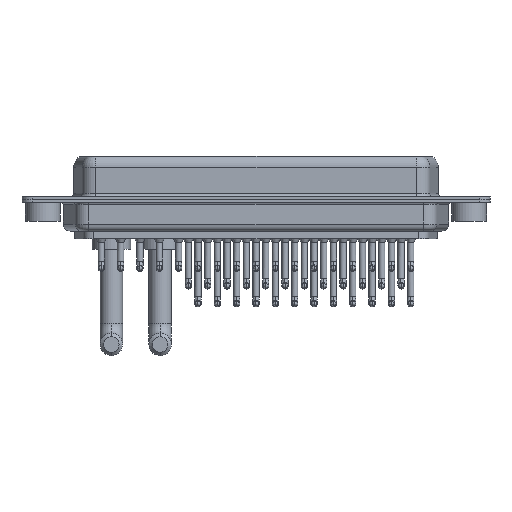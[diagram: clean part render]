
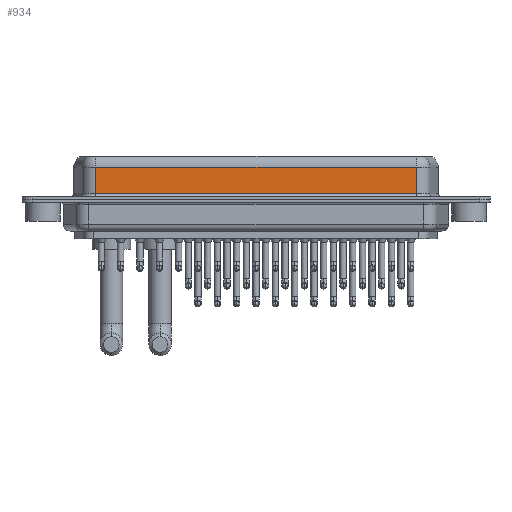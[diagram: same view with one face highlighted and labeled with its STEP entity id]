
A CAD part, front view. The second image highlights one B-rep face of the part: STEP entity #934.
In plain terms, the highlighted planar face has unit normal (0, -1, 0).
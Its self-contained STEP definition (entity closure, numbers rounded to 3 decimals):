
#849 = CARTESIAN_POINT ( 'NONE',  ( 7.59, -5.375, 6.4 ) ) ;
#934 = ADVANCED_FACE ( 'NONE', ( #1134 ), #12971, .F. ) ;
#1134 = FACE_OUTER_BOUND ( 'NONE', #12795, .T. ) ;
#1320 = EDGE_CURVE ( 'NONE', #29783, #29192, #28537, .T. ) ;
#2586 = CARTESIAN_POINT ( 'NONE',  ( 53.41, -5.375, 0.9 ) ) ;
#2905 = EDGE_CURVE ( 'NONE', #5716, #29192, #25148, .T. ) ;
#3896 = DIRECTION ( 'NONE',  ( 0., 0., 1. ) ) ;
#5508 = EDGE_CURVE ( 'NONE', #18325, #5716, #28657, .T. ) ;
#5716 = VERTEX_POINT ( 'NONE', #26963 ) ;
#6177 = CARTESIAN_POINT ( 'NONE',  ( 53.41, -5.375, 4.65 ) ) ;
#9781 = EDGE_CURVE ( 'NONE', #29783, #18325, #28729, .T. ) ;
#10511 = CARTESIAN_POINT ( 'NONE',  ( 53.41, -5.375, 6.4 ) ) ;
#11789 = VECTOR ( 'NONE', #21468, 1000. ) ;
#12795 = EDGE_LOOP ( 'NONE', ( #23800, #17170, #25576, #19389 ) ) ;
#12971 = PLANE ( 'NONE',  #15469 ) ;
#13137 = DIRECTION ( 'NONE',  ( 1., 0., 0. ) ) ;
#14474 = VECTOR ( 'NONE', #23081, 1000. ) ;
#14614 = CARTESIAN_POINT ( 'NONE',  ( 53.41, -5.375, 4.65 ) ) ;
#15469 = AXIS2_PLACEMENT_3D ( 'NONE', #10511, #18912, #3896 ) ;
#16237 = DIRECTION ( 'NONE',  ( -1., 0., 0. ) ) ;
#17170 = ORIENTED_EDGE ( 'NONE', *, *, #9781, .T. ) ;
#18325 = VERTEX_POINT ( 'NONE', #27917 ) ;
#18912 = DIRECTION ( 'NONE',  ( 0., 1., 0. ) ) ;
#19389 = ORIENTED_EDGE ( 'NONE', *, *, #2905, .T. ) ;
#21147 = CARTESIAN_POINT ( 'NONE',  ( 53.41, -5.375, 6.4 ) ) ;
#21468 = DIRECTION ( 'NONE',  ( 0., 0., -1. ) ) ;
#21522 = VECTOR ( 'NONE', #16237, 1000. ) ;
#23081 = DIRECTION ( 'NONE',  ( 0., 0., -1. ) ) ;
#23800 = ORIENTED_EDGE ( 'NONE', *, *, #1320, .F. ) ;
#25148 = LINE ( 'NONE', #2586, #26752 ) ;
#25576 = ORIENTED_EDGE ( 'NONE', *, *, #5508, .T. ) ;
#26752 = VECTOR ( 'NONE', #13137, 1000. ) ;
#26963 = CARTESIAN_POINT ( 'NONE',  ( 7.59, -5.375, 0.9 ) ) ;
#27769 = CARTESIAN_POINT ( 'NONE',  ( 53.41, -5.375, 0.9 ) ) ;
#27917 = CARTESIAN_POINT ( 'NONE',  ( 7.59, -5.375, 4.65 ) ) ;
#28537 = LINE ( 'NONE', #21147, #11789 ) ;
#28657 = LINE ( 'NONE', #849, #14474 ) ;
#28729 = LINE ( 'NONE', #6177, #21522 ) ;
#29192 = VERTEX_POINT ( 'NONE', #27769 ) ;
#29783 = VERTEX_POINT ( 'NONE', #14614 ) ;
